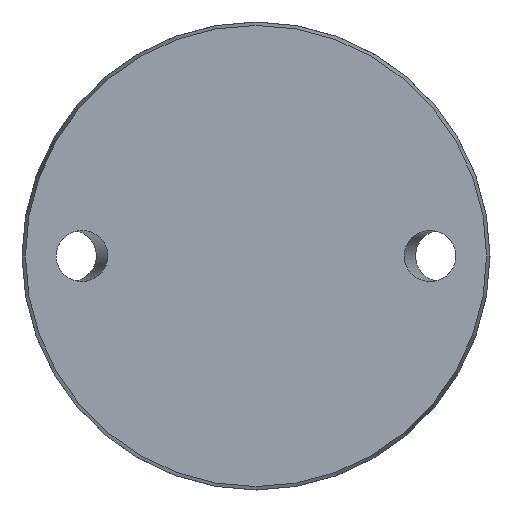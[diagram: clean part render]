
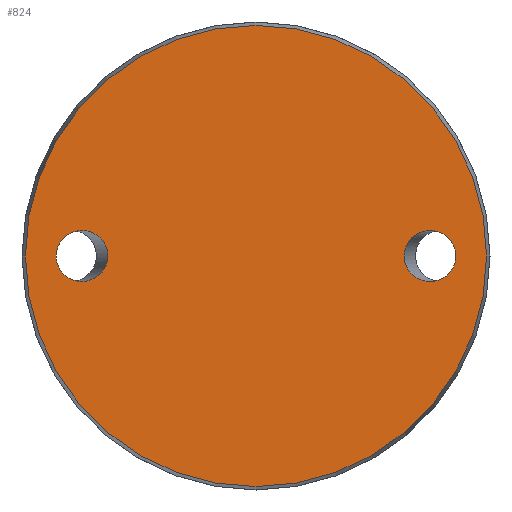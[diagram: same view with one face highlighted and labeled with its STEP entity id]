
A CAD part, front view. The second image highlights one B-rep face of the part: STEP entity #824.
In plain terms, the highlighted planar face has unit normal (0, -1, 0).
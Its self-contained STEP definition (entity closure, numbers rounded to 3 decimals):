
#33 = DIRECTION ( 'NONE',  ( 0., 0., -1. ) ) ;
#85 = EDGE_CURVE ( 'NONE', #814, #814, #236, .T. ) ;
#112 = FACE_OUTER_BOUND ( 'NONE', #347, .T. ) ;
#147 = CARTESIAN_POINT ( 'NONE',  ( 0., 0., -38.425 ) ) ;
#180 = CARTESIAN_POINT ( 'NONE',  ( 33.309, 0., -8.5 ) ) ;
#198 = CARTESIAN_POINT ( 'NONE',  ( -33.309, 0., 0. ) ) ;
#202 = ORIENTED_EDGE ( 'NONE', *, *, #600, .F. ) ;
#212 = CARTESIAN_POINT ( 'NONE',  ( -24.691, 0., 0. ) ) ;
#236 =( BOUNDED_CURVE ( )  B_SPLINE_CURVE ( 3, ( #359, #497, #863, #212, #859, #788, #198 ),
 .UNSPECIFIED., .T., .F. ) 
 B_SPLINE_CURVE_WITH_KNOTS ( ( 4, 3, 4 ),
 ( 0., 3.142, 6.283 ),
 .UNSPECIFIED. ) 
 CURVE ( )  GEOMETRIC_REPRESENTATION_ITEM ( )  RATIONAL_B_SPLINE_CURVE ( ( 1., 0.333, 0.333, 1., 0.333, 0.333, 1. ) ) 
 REPRESENTATION_ITEM ( '' )  );
#238 = CARTESIAN_POINT ( 'NONE',  ( -33.309, 0., 0. ) ) ;
#239 = FACE_BOUND ( 'NONE', #651, .T. ) ;
#243 = VERTEX_POINT ( 'NONE', #147 ) ;
#246 = CARTESIAN_POINT ( 'NONE',  ( 24.691, 0., -8.5 ) ) ;
#248 = CARTESIAN_POINT ( 'NONE',  ( 24.691, 0., 0. ) ) ;
#266 = ORIENTED_EDGE ( 'NONE', *, *, #478, .T. ) ;
#282 = EDGE_LOOP ( 'NONE', ( #779 ) ) ;
#347 = EDGE_LOOP ( 'NONE', ( #266 ) ) ;
#359 = CARTESIAN_POINT ( 'NONE',  ( -33.309, 0., 0. ) ) ;
#391 = VERTEX_POINT ( 'NONE', #882 ) ;
#401 = DIRECTION ( 'NONE',  ( 0., 0., 1. ) ) ;
#471 = CARTESIAN_POINT ( 'NONE',  ( 33.309, 0., 0. ) ) ;
#478 = EDGE_CURVE ( 'NONE', #243, #243, #526, .T. ) ;
#497 = CARTESIAN_POINT ( 'NONE',  ( -33.309, 0., 8.5 ) ) ;
#526 = CIRCLE ( 'NONE', #928, 38.425 ) ;
#541 = DIRECTION ( 'NONE',  ( 0., 1., 0. ) ) ;
#600 = EDGE_CURVE ( 'NONE', #391, #391, #903, .T. ) ;
#619 = PLANE ( 'NONE',  #627 ) ;
#622 = FACE_BOUND ( 'NONE', #282, .T. ) ;
#623 = DIRECTION ( 'NONE',  ( 0., -1., 0. ) ) ;
#627 = AXIS2_PLACEMENT_3D ( 'NONE', #919, #541, #401 ) ;
#651 = EDGE_LOOP ( 'NONE', ( #202 ) ) ;
#766 = CARTESIAN_POINT ( 'NONE',  ( 33.309, 0., 8.5 ) ) ;
#779 = ORIENTED_EDGE ( 'NONE', *, *, #85, .T. ) ;
#788 = CARTESIAN_POINT ( 'NONE',  ( -33.309, 0., -8.5 ) ) ;
#814 = VERTEX_POINT ( 'NONE', #238 ) ;
#824 = ADVANCED_FACE ( 'NONE', ( #622, #239, #112 ), #619, .F. ) ;
#839 = CARTESIAN_POINT ( 'NONE',  ( 0., 0., 0. ) ) ;
#852 = CARTESIAN_POINT ( 'NONE',  ( 24.691, 0., 8.5 ) ) ;
#859 = CARTESIAN_POINT ( 'NONE',  ( -24.691, 0., -8.5 ) ) ;
#863 = CARTESIAN_POINT ( 'NONE',  ( -24.691, 0., 8.5 ) ) ;
#882 = CARTESIAN_POINT ( 'NONE',  ( 24.691, 0., 0. ) ) ;
#903 =( BOUNDED_CURVE ( )  B_SPLINE_CURVE ( 3, ( #248, #246, #180, #471, #766, #852, #938 ),
 .UNSPECIFIED., .T., .F. ) 
 B_SPLINE_CURVE_WITH_KNOTS ( ( 4, 3, 4 ),
 ( 0., 3.142, 6.283 ),
 .UNSPECIFIED. ) 
 CURVE ( )  GEOMETRIC_REPRESENTATION_ITEM ( )  RATIONAL_B_SPLINE_CURVE ( ( 1., 0.333, 0.333, 1., 0.333, 0.333, 1. ) ) 
 REPRESENTATION_ITEM ( '' )  );
#919 = CARTESIAN_POINT ( 'NONE',  ( -38.425, 0., 0. ) ) ;
#928 = AXIS2_PLACEMENT_3D ( 'NONE', #839, #623, #33 ) ;
#938 = CARTESIAN_POINT ( 'NONE',  ( 24.691, 0., 0. ) ) ;
